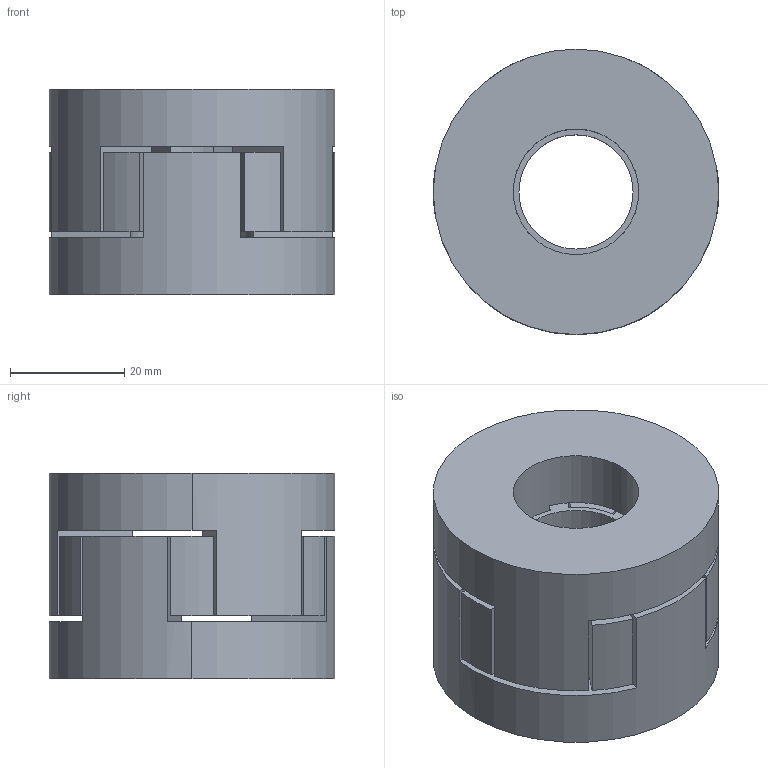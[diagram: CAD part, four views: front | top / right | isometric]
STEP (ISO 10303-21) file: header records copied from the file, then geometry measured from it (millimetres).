
FILE_DESCRIPTION (( 'STEP AP214' ), '1' );
FILE_NAME ('connector.STEP', '2024-11-26T11:23:04', ( '' ), ( '' ), 'SwSTEP 2.0', 'SolidWorks 2022', '' );
FILE_SCHEMA (( 'AUTOMOTIVE_DESIGN' ));
Length unit declared in the file: millimetre
Products named in the file (1): connector
Bounding box: 50 x 50 x 36 mm (x, y, z)
Volume: 54705.2 mm3; surface area: 21216.7 mm2
Topology: 3 solids, 3 shells, 63 faces, 177 edges, 118 vertices
Faces by surface type: plane 40, cylinder 23
Entity records: 2444 total; most frequent: DIRECTION 375, CARTESIAN_POINT 359, ORIENTED_EDGE 354, EDGE_CURVE 177, AXIS2_PLACEMENT_3D 134, VERTEX_POINT 118, LINE 107, VECTOR 107
